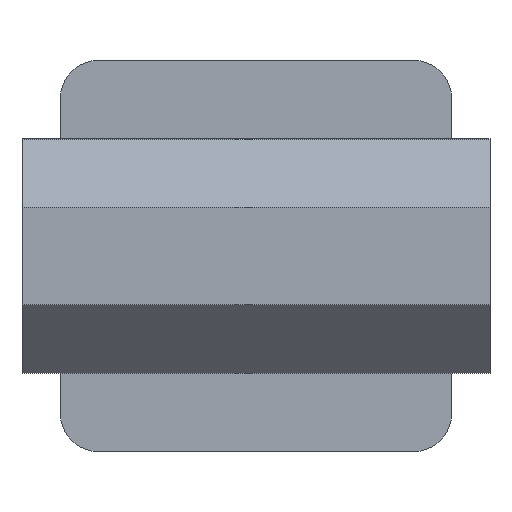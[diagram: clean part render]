
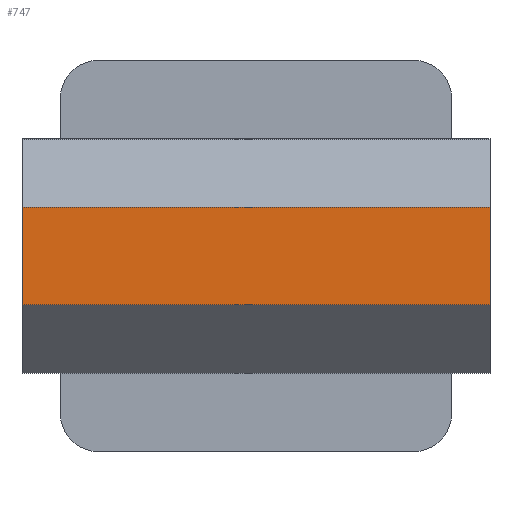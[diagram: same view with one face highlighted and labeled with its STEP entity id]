
A CAD part, front view. The second image highlights one B-rep face of the part: STEP entity #747.
In plain terms, the highlighted planar face has unit normal (0, -1, 0).
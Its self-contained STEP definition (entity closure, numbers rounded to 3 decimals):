
#25 = CARTESIAN_POINT ( 'NONE',  ( 55., -90.3, -11.5 ) ) ;
#144 = DIRECTION ( 'NONE',  ( 0., 0., -1. ) ) ;
#198 = VERTEX_POINT ( 'NONE', #1638 ) ;
#202 = CARTESIAN_POINT ( 'NONE',  ( 55., -90.3, 11.5 ) ) ;
#212 = VECTOR ( 'NONE', #144, 1000. ) ;
#215 = FACE_OUTER_BOUND ( 'NONE', #1901, .T. ) ;
#225 = CARTESIAN_POINT ( 'NONE',  ( 55., -90.3, -11.5 ) ) ;
#358 = DIRECTION ( 'NONE',  ( 0., 1., 0. ) ) ;
#427 = LINE ( 'NONE', #1915, #1047 ) ;
#441 = ORIENTED_EDGE ( 'NONE', *, *, #1344, .F. ) ;
#458 = VECTOR ( 'NONE', #1363, 1000. ) ;
#509 = ORIENTED_EDGE ( 'NONE', *, *, #1148, .T. ) ;
#524 = EDGE_CURVE ( 'NONE', #1672, #1409, #1554, .T. ) ;
#527 = ORIENTED_EDGE ( 'NONE', *, *, #1536, .T. ) ;
#675 = DIRECTION ( 'NONE',  ( -1., 0., 0. ) ) ;
#693 = AXIS2_PLACEMENT_3D ( 'NONE', #25, #358, #1385 ) ;
#739 = ORIENTED_EDGE ( 'NONE', *, *, #524, .F. ) ;
#747 = ADVANCED_FACE ( 'NONE', ( #215 ), #936, .F. ) ;
#799 = CARTESIAN_POINT ( 'NONE',  ( 55., -90.3, -11.5 ) ) ;
#894 = LINE ( 'NONE', #202, #458 ) ;
#899 = DIRECTION ( 'NONE',  ( 0., 0., -1. ) ) ;
#936 = PLANE ( 'NONE',  #693 ) ;
#947 = CARTESIAN_POINT ( 'NONE',  ( -55., -90.3, 11.5 ) ) ;
#1029 = LINE ( 'NONE', #1616, #212 ) ;
#1047 = VECTOR ( 'NONE', #899, 1000. ) ;
#1077 = VECTOR ( 'NONE', #675, 1000. ) ;
#1098 = CARTESIAN_POINT ( 'NONE',  ( -55., -90.3, -11.5 ) ) ;
#1148 = EDGE_CURVE ( 'NONE', #1681, #1409, #427, .T. ) ;
#1344 = EDGE_CURVE ( 'NONE', #198, #1672, #1029, .T. ) ;
#1363 = DIRECTION ( 'NONE',  ( -1., 0., 0. ) ) ;
#1385 = DIRECTION ( 'NONE',  ( 0., 0., 1. ) ) ;
#1409 = VERTEX_POINT ( 'NONE', #1098 ) ;
#1536 = EDGE_CURVE ( 'NONE', #198, #1681, #894, .T. ) ;
#1554 = LINE ( 'NONE', #225, #1077 ) ;
#1616 = CARTESIAN_POINT ( 'NONE',  ( 55., -90.3, -11.5 ) ) ;
#1638 = CARTESIAN_POINT ( 'NONE',  ( 55., -90.3, 11.5 ) ) ;
#1672 = VERTEX_POINT ( 'NONE', #799 ) ;
#1681 = VERTEX_POINT ( 'NONE', #947 ) ;
#1901 = EDGE_LOOP ( 'NONE', ( #527, #509, #739, #441 ) ) ;
#1915 = CARTESIAN_POINT ( 'NONE',  ( -55., -90.3, -11.5 ) ) ;
